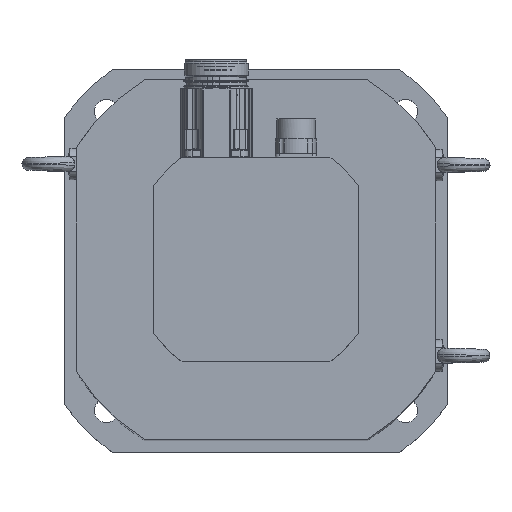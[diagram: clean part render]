
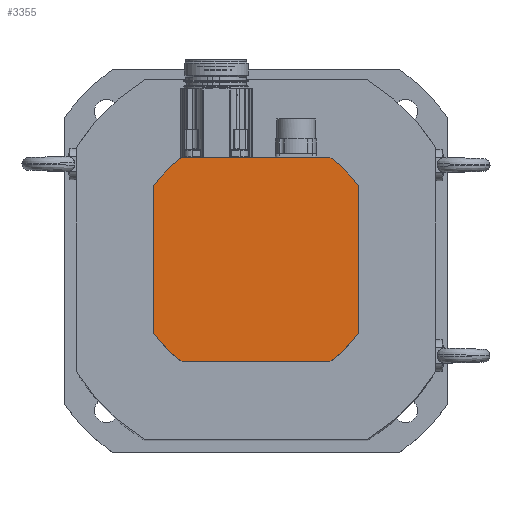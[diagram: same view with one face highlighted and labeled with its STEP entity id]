
A CAD part, top view. The second image highlights one B-rep face of the part: STEP entity #3355.
In plain terms, the highlighted planar face has unit normal (0, 0, 1).
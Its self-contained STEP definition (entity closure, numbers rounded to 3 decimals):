
#3135=CARTESIAN_POINT('',(64.,46.314,54.));
#3136=VERTEX_POINT('',#3135);
#3143=CARTESIAN_POINT('',(64.,-46.314,54.));
#3144=VERTEX_POINT('',#3143);
#3145=CARTESIAN_POINT('',(64.,-46.314,54.));
#3146=DIRECTION('',(0.0,1.0,0.0));
#3147=VECTOR('',#3146,92.628);
#3148=LINE('',#3145,#3147);
#3149=EDGE_CURVE('',#3144,#3136,#3148,.T.);
#3174=CARTESIAN_POINT('',(-64.,-46.314,54.));
#3175=VERTEX_POINT('',#3174);
#3182=CARTESIAN_POINT('',(-64.,46.314,54.));
#3183=VERTEX_POINT('',#3182);
#3184=CARTESIAN_POINT('',(-64.,46.314,54.));
#3185=DIRECTION('',(0.0,-1.0,0.0));
#3186=VECTOR('',#3185,92.628);
#3187=LINE('',#3184,#3186);
#3188=EDGE_CURVE('',#3183,#3175,#3187,.T.);
#3205=CARTESIAN_POINT('',(-46.314,64.0,54.));
#3206=VERTEX_POINT('',#3205);
#3213=CARTESIAN_POINT('',(46.314,64.0,54.));
#3214=VERTEX_POINT('',#3213);
#3215=CARTESIAN_POINT('',(46.314,64.0,54.));
#3216=DIRECTION('',(-1.0,0.0,0.0));
#3217=VECTOR('',#3216,92.628);
#3218=LINE('',#3215,#3217);
#3219=EDGE_CURVE('',#3214,#3206,#3218,.T.);
#3242=CARTESIAN_POINT('',(46.314,-64.,54.));
#3243=VERTEX_POINT('',#3242);
#3250=CARTESIAN_POINT('',(-46.314,-64.,54.));
#3251=VERTEX_POINT('',#3250);
#3252=CARTESIAN_POINT('',(-46.314,-64.,54.));
#3253=DIRECTION('',(1.0,0.0,0.0));
#3254=VECTOR('',#3253,92.628);
#3255=LINE('',#3252,#3254);
#3256=EDGE_CURVE('',#3251,#3243,#3255,.T.);
#3274=CARTESIAN_POINT('',(0.0,0.0,54.0));
#3275=DIRECTION('',(0.0,0.0,-1.0));
#3276=DIRECTION('',(-1.0,0.0,0.0));
#3277=AXIS2_PLACEMENT_3D('',#3274,#3275,#3276);
#3278=CIRCLE('',#3277,79.0);
#3279=EDGE_CURVE('',#3144,#3243,#3278,.T.);
#3292=CARTESIAN_POINT('',(0.0,0.0,54.0));
#3293=DIRECTION('',(0.0,0.0,-1.0));
#3294=DIRECTION('',(-1.0,0.0,0.0));
#3295=AXIS2_PLACEMENT_3D('',#3292,#3293,#3294);
#3296=CIRCLE('',#3295,79.0);
#3297=EDGE_CURVE('',#3214,#3136,#3296,.T.);
#3310=CARTESIAN_POINT('',(0.0,0.0,54.0));
#3311=DIRECTION('',(0.0,0.0,-1.0));
#3312=DIRECTION('',(-1.0,0.0,0.0));
#3313=AXIS2_PLACEMENT_3D('',#3310,#3311,#3312);
#3314=CIRCLE('',#3313,79.0);
#3315=EDGE_CURVE('',#3183,#3206,#3314,.T.);
#3330=CARTESIAN_POINT('',(0.0,0.0,54.0));
#3331=DIRECTION('',(0.0,0.0,-1.0));
#3332=DIRECTION('',(-1.0,0.0,0.0));
#3333=AXIS2_PLACEMENT_3D('',#3330,#3331,#3332);
#3334=CIRCLE('',#3333,79.0);
#3335=EDGE_CURVE('',#3251,#3175,#3334,.T.);
#3340=CARTESIAN_POINT('',(0.0,0.0,54.0));
#3341=DIRECTION('',(0.0,0.0,-1.0));
#3342=DIRECTION('',(-1.0,0.0,0.0));
#3343=AXIS2_PLACEMENT_3D('',#3340,#3341,#3342);
#3344=PLANE('',#3343);
#3345=ORIENTED_EDGE('',*,*,#3188,.T.);
#3346=ORIENTED_EDGE('',*,*,#3335,.F.);
#3347=ORIENTED_EDGE('',*,*,#3256,.T.);
#3348=ORIENTED_EDGE('',*,*,#3279,.F.);
#3349=ORIENTED_EDGE('',*,*,#3149,.T.);
#3350=ORIENTED_EDGE('',*,*,#3297,.F.);
#3351=ORIENTED_EDGE('',*,*,#3219,.T.);
#3352=ORIENTED_EDGE('',*,*,#3315,.F.);
#3353=EDGE_LOOP('',(#3345,#3346,#3347,#3348,#3349,#3350,#3351,#3352));
#3354=FACE_OUTER_BOUND('',#3353,.T.);
#3355=ADVANCED_FACE('',(#3354),#3344,.F.);
